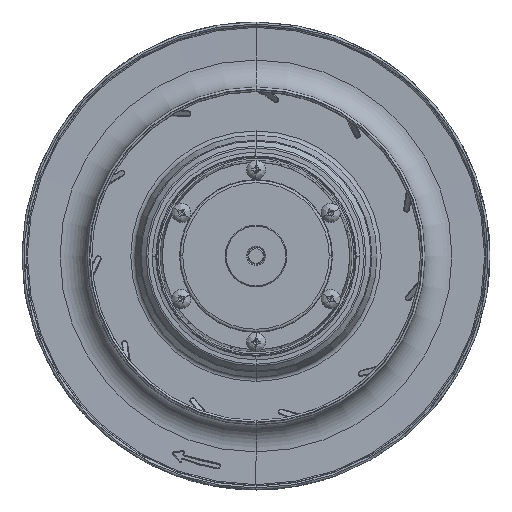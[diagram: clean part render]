
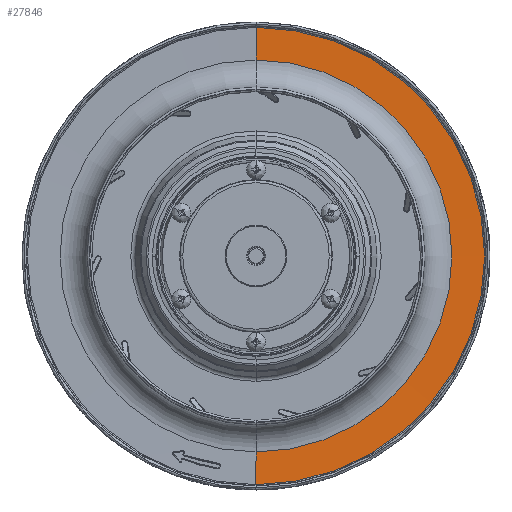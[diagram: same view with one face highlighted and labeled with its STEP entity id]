
A CAD part, top view. The second image highlights one B-rep face of the part: STEP entity #27846.
In plain terms, the highlighted conical face has half-angle 89.189 degrees and reference radius 107.478 mm.
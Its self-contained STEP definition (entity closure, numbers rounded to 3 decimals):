
#146 = DIRECTION ( 'NONE',  ( 1., 0., 0. ) ) ;
#968 = CARTESIAN_POINT ( 'NONE',  ( 0., -92.102, -9.609 ) ) ;
#1177 = CONICAL_SURFACE ( 'NONE', #3160, 107.478, 1.557 ) ;
#1213 = CARTESIAN_POINT ( 'NONE',  ( 0., -107.478, -9.391 ) ) ;
#1904 = ORIENTED_EDGE ( 'NONE', *, *, #7324, .T. ) ;
#2999 = EDGE_CURVE ( 'NONE', #50718, #22669, #5524, .T. ) ;
#3160 = AXIS2_PLACEMENT_3D ( 'NONE', #15792, #70234, #69927 ) ;
#5524 = LINE ( 'NONE', #70133, #37166 ) ;
#6576 = LINE ( 'NONE', #79151, #51828 ) ;
#7324 = EDGE_CURVE ( 'NONE', #79922, #50718, #59932, .T. ) ;
#9111 = DIRECTION ( 'NONE',  ( 0., 0., -1. ) ) ;
#11766 = DIRECTION ( 'NONE',  ( 0., 1., 0.014 ) ) ;
#13687 = CARTESIAN_POINT ( 'NONE',  ( 0., 107.478, -9.391 ) ) ;
#15721 = EDGE_LOOP ( 'NONE', ( #1904, #80874, #31967, #57155 ) ) ;
#15792 = CARTESIAN_POINT ( 'NONE',  ( 0., 0., -9.391 ) ) ;
#16098 = AXIS2_PLACEMENT_3D ( 'NONE', #69466, #9111, #43597 ) ;
#22669 = VERTEX_POINT ( 'NONE', #1213 ) ;
#25870 = EDGE_CURVE ( 'NONE', #79922, #49136, #6576, .T. ) ;
#27846 = ADVANCED_FACE ( 'NONE', ( #48575 ), #1177, .F. ) ;
#31967 = ORIENTED_EDGE ( 'NONE', *, *, #82773, .F. ) ;
#34015 = CARTESIAN_POINT ( 'NONE',  ( 0., 0., -9.609 ) ) ;
#37166 = VECTOR ( 'NONE', #63660, 1000. ) ;
#39059 = CARTESIAN_POINT ( 'NONE',  ( 0., 92.102, -9.609 ) ) ;
#43597 = DIRECTION ( 'NONE',  ( 1., 0., 0. ) ) ;
#48575 = FACE_OUTER_BOUND ( 'NONE', #15721, .T. ) ;
#49136 = VERTEX_POINT ( 'NONE', #13687 ) ;
#50718 = VERTEX_POINT ( 'NONE', #968 ) ;
#51828 = VECTOR ( 'NONE', #11766, 1000. ) ;
#54413 = CIRCLE ( 'NONE', #16098, 107.478 ) ;
#57155 = ORIENTED_EDGE ( 'NONE', *, *, #25870, .F. ) ;
#59932 = CIRCLE ( 'NONE', #76729, 92.102 ) ;
#63660 = DIRECTION ( 'NONE',  ( 0., -1., 0.014 ) ) ;
#69466 = CARTESIAN_POINT ( 'NONE',  ( 0., 0., -9.391 ) ) ;
#69927 = DIRECTION ( 'NONE',  ( 0., 1., 0. ) ) ;
#70133 = CARTESIAN_POINT ( 'NONE',  ( 0., -107.478, -9.391 ) ) ;
#70234 = DIRECTION ( 'NONE',  ( 0., 0., 1. ) ) ;
#76729 = AXIS2_PLACEMENT_3D ( 'NONE', #34015, #80784, #146 ) ;
#79151 = CARTESIAN_POINT ( 'NONE',  ( 0., 107.478, -9.391 ) ) ;
#79922 = VERTEX_POINT ( 'NONE', #39059 ) ;
#80784 = DIRECTION ( 'NONE',  ( 0., 0., -1. ) ) ;
#80874 = ORIENTED_EDGE ( 'NONE', *, *, #2999, .T. ) ;
#82773 = EDGE_CURVE ( 'NONE', #49136, #22669, #54413, .T. ) ;
